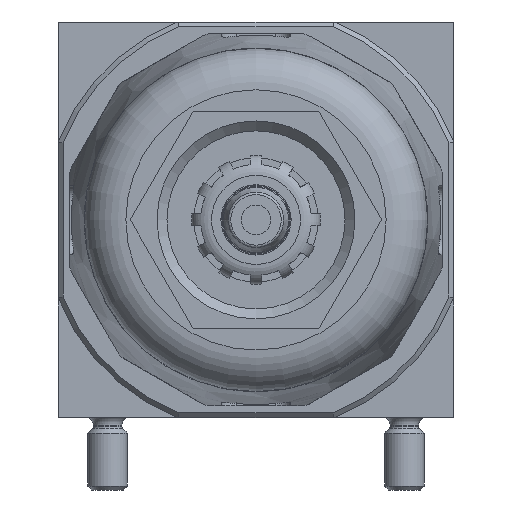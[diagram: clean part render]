
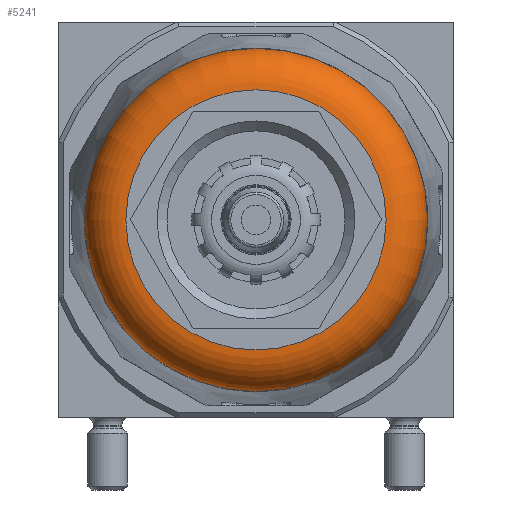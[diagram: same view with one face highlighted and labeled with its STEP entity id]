
A CAD part, front view. The second image highlights one B-rep face of the part: STEP entity #5241.
In plain terms, the highlighted toroidal (fillet/blend) face has major radius 13.15 mm and minor radius 4.2 mm.
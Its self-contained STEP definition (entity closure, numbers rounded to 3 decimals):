
#42=TOROIDAL_SURFACE('',#5594,13.15,4.2);
#1395=ORIENTED_EDGE('',*,*,#2395,.T.);
#1396=ORIENTED_EDGE('',*,*,#2394,.F.);
#2394=EDGE_CURVE('',#2894,#2894,#3187,.T.);
#2395=EDGE_CURVE('',#2895,#2895,#3188,.T.);
#2894=VERTEX_POINT('',#7876);
#2895=VERTEX_POINT('',#7879);
#3187=CIRCLE('',#5593,13.15);
#3188=CIRCLE('',#5595,17.35);
#3418=EDGE_LOOP('',(#1395));
#3419=EDGE_LOOP('',(#1396));
#3736=FACE_BOUND('',#3418,.T.);
#3737=FACE_BOUND('',#3419,.T.);
#5241=ADVANCED_FACE('',(#3736,#3737),#42,.T.);
#5593=AXIS2_PLACEMENT_3D('',#7875,#6368,#6369);
#5594=AXIS2_PLACEMENT_3D('',#7877,#6370,#6371);
#5595=AXIS2_PLACEMENT_3D('',#7878,#6372,#6373);
#6368=DIRECTION('',(0.,-1.,0.));
#6369=DIRECTION('',(0.,0.,-1.));
#6370=DIRECTION('',(0.,-1.,0.));
#6371=DIRECTION('',(0.,0.,-1.));
#6372=DIRECTION('',(0.,-1.,0.));
#6373=DIRECTION('',(0.,0.,-1.));
#7875=CARTESIAN_POINT('',(0.,-119.,0.));
#7876=CARTESIAN_POINT('',(0.,-119.,-13.15));
#7877=CARTESIAN_POINT('',(0.,-114.8,0.));
#7878=CARTESIAN_POINT('',(0.,-114.8,0.));
#7879=CARTESIAN_POINT('',(0.,-114.8,-17.35));
